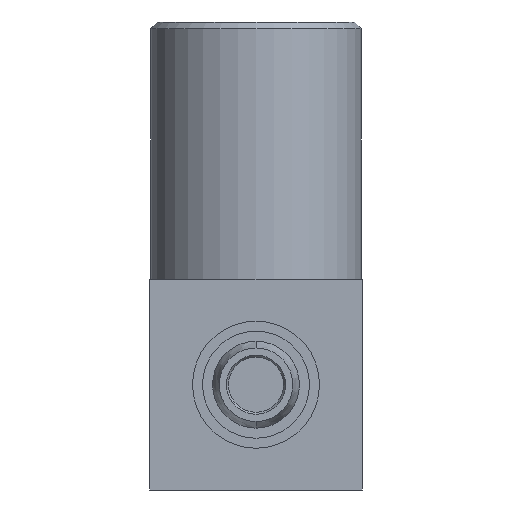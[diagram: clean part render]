
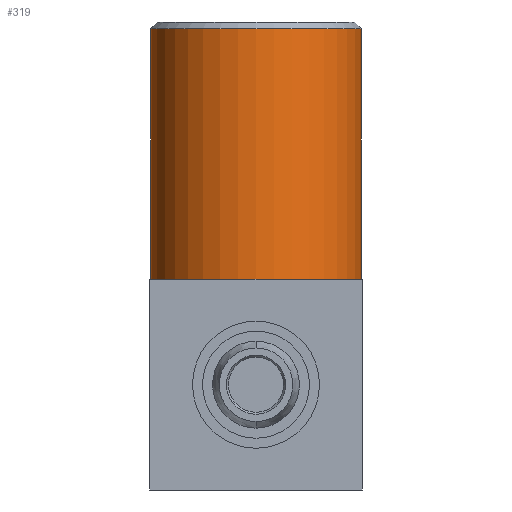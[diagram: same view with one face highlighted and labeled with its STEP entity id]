
A CAD part, front view. The second image highlights one B-rep face of the part: STEP entity #319.
In plain terms, the highlighted cylindrical face has radius 3.15 mm (diameter 6.3 mm), a partial arc.
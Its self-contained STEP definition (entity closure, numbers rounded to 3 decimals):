
#11 = CARTESIAN_POINT ( 'NONE',  ( 3.15, 0., -7.7 ) ) ;
#67 = FACE_OUTER_BOUND ( 'NONE', #561, .T. ) ;
#89 = AXIS2_PLACEMENT_3D ( 'NONE', #2145, #4641, #1014 ) ;
#319 = ADVANCED_FACE ( 'NONE', ( #67 ), #1329, .T. ) ;
#351 = VECTOR ( 'NONE', #938, 1000. ) ;
#451 = VERTEX_POINT ( 'NONE', #3419 ) ;
#466 = EDGE_CURVE ( 'NONE', #1143, #451, #4505, .T. ) ;
#561 = EDGE_LOOP ( 'NONE', ( #1662, #4734, #3580, #3801 ) ) ;
#897 = CARTESIAN_POINT ( 'NONE',  ( 0., 0., -0.2 ) ) ;
#922 = EDGE_CURVE ( 'NONE', #1729, #4433, #4662, .T. ) ;
#938 = DIRECTION ( 'NONE',  ( 0., 0., 1. ) ) ;
#1014 = DIRECTION ( 'NONE',  ( 1., 0., 0. ) ) ;
#1096 = VECTOR ( 'NONE', #2007, 1000. ) ;
#1143 = VERTEX_POINT ( 'NONE', #3563 ) ;
#1238 = LINE ( 'NONE', #3895, #1096 ) ;
#1317 = DIRECTION ( 'NONE',  ( 0., 1., 0. ) ) ;
#1329 = CYLINDRICAL_SURFACE ( 'NONE', #89, 3.15 ) ;
#1662 = ORIENTED_EDGE ( 'NONE', *, *, #4035, .F. ) ;
#1729 = VERTEX_POINT ( 'NONE', #1862 ) ;
#1862 = CARTESIAN_POINT ( 'NONE',  ( -3.15, 0., -7.7 ) ) ;
#2007 = DIRECTION ( 'NONE',  ( 0., 0., 1. ) ) ;
#2145 = CARTESIAN_POINT ( 'NONE',  ( 0., 0., 0. ) ) ;
#2569 = EDGE_CURVE ( 'NONE', #4433, #451, #1238, .T. ) ;
#2963 = AXIS2_PLACEMENT_3D ( 'NONE', #897, #4820, #3538 ) ;
#3419 = CARTESIAN_POINT ( 'NONE',  ( 3.15, 0., -0.2 ) ) ;
#3538 = DIRECTION ( 'NONE',  ( 1., 0., 0. ) ) ;
#3556 = LINE ( 'NONE', #4984, #351 ) ;
#3563 = CARTESIAN_POINT ( 'NONE',  ( -3.15, 0., -0.2 ) ) ;
#3580 = ORIENTED_EDGE ( 'NONE', *, *, #2569, .T. ) ;
#3725 = CARTESIAN_POINT ( 'NONE',  ( 0., 0., -7.7 ) ) ;
#3801 = ORIENTED_EDGE ( 'NONE', *, *, #466, .F. ) ;
#3887 = DIRECTION ( 'NONE',  ( 0., 0., 1. ) ) ;
#3895 = CARTESIAN_POINT ( 'NONE',  ( 3.15, 0., 0. ) ) ;
#4035 = EDGE_CURVE ( 'NONE', #1729, #1143, #3556, .T. ) ;
#4433 = VERTEX_POINT ( 'NONE', #11 ) ;
#4505 = CIRCLE ( 'NONE', #2963, 3.15 ) ;
#4641 = DIRECTION ( 'NONE',  ( 0., 0., 1. ) ) ;
#4662 = CIRCLE ( 'NONE', #4686, 3.15 ) ;
#4686 = AXIS2_PLACEMENT_3D ( 'NONE', #3725, #3887, #1317 ) ;
#4734 = ORIENTED_EDGE ( 'NONE', *, *, #922, .T. ) ;
#4820 = DIRECTION ( 'NONE',  ( 0., 0., 1. ) ) ;
#4984 = CARTESIAN_POINT ( 'NONE',  ( -3.15, 0., 0. ) ) ;
